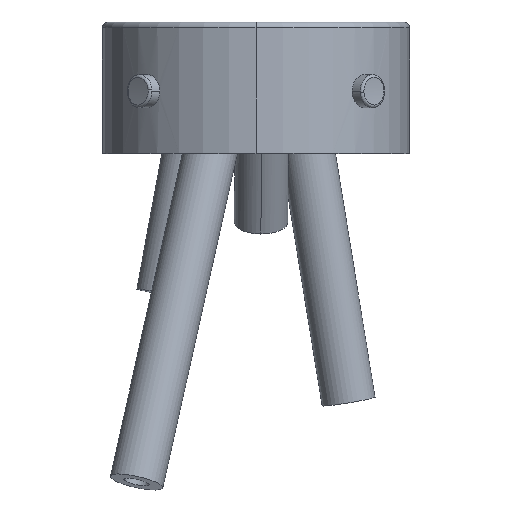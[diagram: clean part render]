
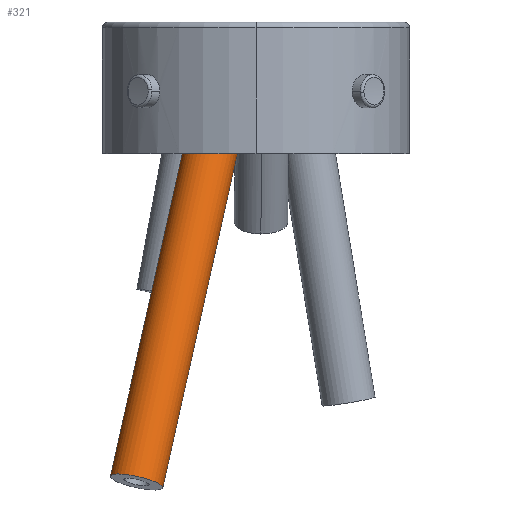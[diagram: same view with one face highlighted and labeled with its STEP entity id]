
A CAD part, top view. The second image highlights one B-rep face of the part: STEP entity #321.
In plain terms, the highlighted cylindrical face has radius 2.461 mm (diameter 4.921 mm), a partial arc.
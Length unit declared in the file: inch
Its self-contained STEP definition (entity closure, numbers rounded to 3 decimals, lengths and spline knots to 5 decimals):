
#187 = VECTOR ( 'NONE', #4232, 39.37008 ) ;
#321 = ADVANCED_FACE ( 'NONE', ( #390 ), #729, .T. ) ;
#389 = EDGE_CURVE ( 'NONE', #1352, #1140, #3200, .T. ) ;
#390 = FACE_OUTER_BOUND ( 'NONE', #3617, .T. ) ;
#620 = VECTOR ( 'NONE', #1787, 39.37008 ) ;
#729 = CYLINDRICAL_SURFACE ( 'NONE', #4034, 0.09688 ) ;
#768 = LINE ( 'NONE', #4387, #620 ) ;
#793 = DIRECTION ( 'NONE',  ( -0.213, -0.954, 0.209 ) ) ;
#848 =( BOUNDED_CURVE ( )  B_SPLINE_CURVE ( 3, ( #4170, #4498, #1622, #1577, #3436, #4431, #4077 ),
 .UNSPECIFIED., .F., .F. ) 
 B_SPLINE_CURVE_WITH_KNOTS ( ( 4, 3, 4 ),
 ( 3.89494, 5.46574, 7.03653 ),
 .UNSPECIFIED. ) 
 CURVE ( )  GEOMETRIC_REPRESENTATION_ITEM ( )  RATIONAL_B_SPLINE_CURVE ( ( 1., 0.805, 0.805, 1., 0.805, 0.805, 1. ) ) 
 REPRESENTATION_ITEM ( '' )  );
#897 = ORIENTED_EDGE ( 'NONE', *, *, #3675, .F. ) ;
#1071 = ORIENTED_EDGE ( 'NONE', *, *, #389, .T. ) ;
#1140 = VERTEX_POINT ( 'NONE', #3649 ) ;
#1243 = EDGE_CURVE ( 'NONE', #3575, #1479, #848, .T. ) ;
#1352 = VERTEX_POINT ( 'NONE', #1641 ) ;
#1479 = VERTEX_POINT ( 'NONE', #3126 ) ;
#1577 = CARTESIAN_POINT ( 'NONE',  ( -0.16677, 0., 0.26124 ) ) ;
#1622 = CARTESIAN_POINT ( 'NONE',  ( -0.10863, 0., 0.25853 ) ) ;
#1641 = CARTESIAN_POINT ( 'NONE',  ( -0.52612, -1.16687, 0.42235 ) ) ;
#1693 = EDGE_CURVE ( 'NONE', #1479, #1352, #2449, .T. ) ;
#1787 = DIRECTION ( 'NONE',  ( -0.213, -0.954, 0.209 ) ) ;
#1833 = CARTESIAN_POINT ( 'NONE',  ( 4387.56004, 19685.02917, -4311.20263 ) ) ;
#2263 = ORIENTED_EDGE ( 'NONE', *, *, #1693, .T. ) ;
#2449 = LINE ( 'NONE', #3851, #187 ) ;
#3126 = CARTESIAN_POINT ( 'NONE',  ( -0.26603, 0., 0.16679 ) ) ;
#3199 = ORIENTED_EDGE ( 'NONE', *, *, #1243, .T. ) ;
#3200 = CIRCLE ( 'NONE', #3805, 0.09687 ) ;
#3234 = CARTESIAN_POINT ( 'NONE',  ( -0.06752, 0., 0.15756 ) ) ;
#3351 = CARTESIAN_POINT ( 'NONE',  ( -0.43156, -1.18795, 0.42235 ) ) ;
#3436 = CARTESIAN_POINT ( 'NONE',  ( -0.22492, 0., 0.26394 ) ) ;
#3575 = VERTEX_POINT ( 'NONE', #3234 ) ;
#3587 = DIRECTION ( 'NONE',  ( 0.976, -0.218, 0. ) ) ;
#3617 = EDGE_LOOP ( 'NONE', ( #3199, #2263, #1071, #897 ) ) ;
#3649 = CARTESIAN_POINT ( 'NONE',  ( -0.33701, -1.20903, 0.42235 ) ) ;
#3675 = EDGE_CURVE ( 'NONE', #3575, #1140, #768, .T. ) ;
#3729 = DIRECTION ( 'NONE',  ( 0.213, 0.954, -0.209 ) ) ;
#3805 = AXIS2_PLACEMENT_3D ( 'NONE', #3351, #3729, #4059 ) ;
#3851 = CARTESIAN_POINT ( 'NONE',  ( 4387.46549, 19685.05025, -4311.20263 ) ) ;
#4034 = AXIS2_PLACEMENT_3D ( 'NONE', #1833, #793, #3587 ) ;
#4059 = DIRECTION ( 'NONE',  ( -0.976, 0.218, 0. ) ) ;
#4077 = CARTESIAN_POINT ( 'NONE',  ( -0.26603, 0., 0.16679 ) ) ;
#4170 = CARTESIAN_POINT ( 'NONE',  ( -0.06752, 0., 0.15756 ) ) ;
#4232 = DIRECTION ( 'NONE',  ( -0.213, -0.954, 0.209 ) ) ;
#4387 = CARTESIAN_POINT ( 'NONE',  ( 4387.6546, 19685.0081, -4311.20263 ) ) ;
#4431 = CARTESIAN_POINT ( 'NONE',  ( -0.26603, 0., 0.22482 ) ) ;
#4498 = CARTESIAN_POINT ( 'NONE',  ( -0.06752, 0., 0.21559 ) ) ;
